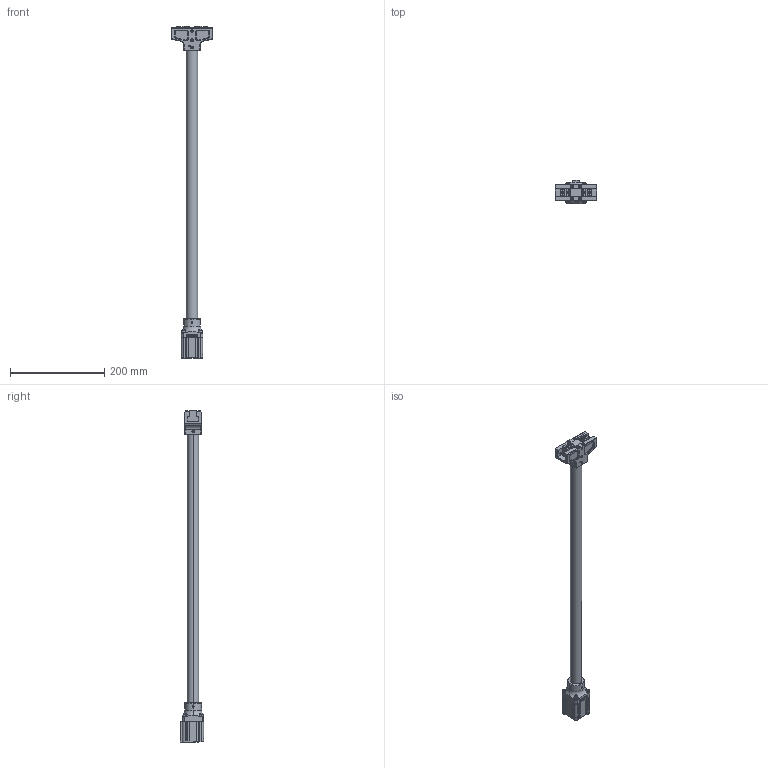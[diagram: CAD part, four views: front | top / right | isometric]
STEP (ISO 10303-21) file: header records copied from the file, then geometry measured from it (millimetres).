
FILE_DESCRIPTION (( 'STEP AP203' ), '1' );
FILE_NAME ('FY13-D32-H-20X700.STEP', '2024-09-19T07:28:07', ( 'User' ), ( 'Microsoft' ), 'SwSTEP 2.0', 'SolidWorks 2015', '' );
FILE_SCHEMA (( 'CONFIG_CONTROL_DESIGN' ));
Length unit declared in the file: millimetre
Products named in the file (1): FY13-D32-H-20X700
Bounding box: 88 x 49.62 x 704 mm (x, y, z)
Surface area: 92621.5 mm2 (no closed solid volume)
Topology: 0 solids, 51 shells, 496 faces, 2159 edges, 1692 vertices
Faces by surface type: plane 289, cylinder 125, cone 60, torus 10, sphere 8, bspline 4
Entity records: 27615 total; most frequent: CARTESIAN_POINT 10818, ORIENTED_EDGE 3119, DIRECTION 3118, EDGE_CURVE 2151, VERTEX_POINT 1692, VECTOR 1312, LINE 1312, AXIS2_PLACEMENT_3D 903
